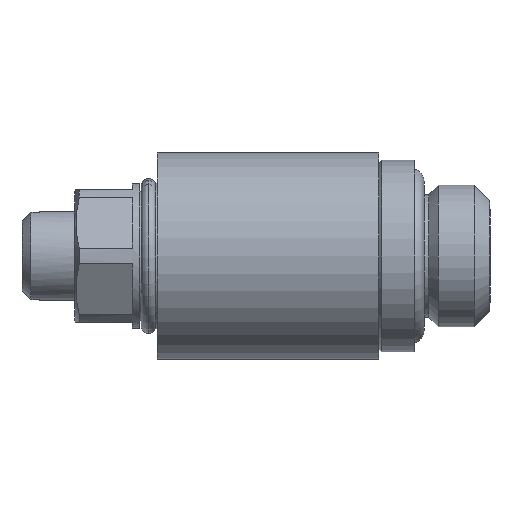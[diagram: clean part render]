
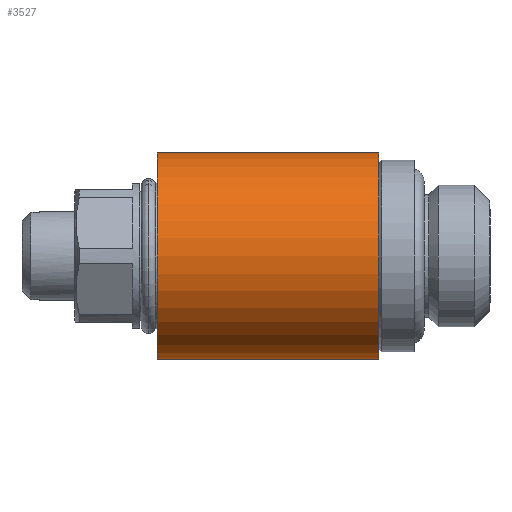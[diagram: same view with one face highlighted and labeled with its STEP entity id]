
A CAD part, left-side view. The second image highlights one B-rep face of the part: STEP entity #3527.
In plain terms, the highlighted cylindrical face has radius 7 mm (diameter 14 mm), a partial arc.
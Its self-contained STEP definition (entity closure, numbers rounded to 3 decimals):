
#197 = DIRECTION ( 'NONE',  ( 0., 1., 0. ) ) ;
#198 = CARTESIAN_POINT ( 'NONE',  ( 0., 30.486, 0. ) ) ;
#207 = DIRECTION ( 'NONE',  ( 0., 0., 1. ) ) ;
#238 = AXIS2_PLACEMENT_3D ( 'NONE', #198, #197, #207 ) ;
#239 = CYLINDRICAL_SURFACE ( 'NONE', #238, 7. ) ;
#295 = CARTESIAN_POINT ( 'NONE',  ( 0., 22.9, 0. ) ) ;
#301 = AXIS2_PLACEMENT_3D ( 'NONE', #295, #303, #302 ) ;
#302 = DIRECTION ( 'NONE',  ( 0., 0., 1. ) ) ;
#303 = DIRECTION ( 'NONE',  ( 0., 1., 0. ) ) ;
#304 = CIRCLE ( 'NONE', #301, 7. ) ;
#305 = CARTESIAN_POINT ( 'NONE',  ( 0., 7.9, 0. ) ) ;
#307 = DIRECTION ( 'NONE',  ( 0., 0., -1. ) ) ;
#308 = DIRECTION ( 'NONE',  ( 0., -1., 0. ) ) ;
#309 = AXIS2_PLACEMENT_3D ( 'NONE', #305, #308, #307 ) ;
#310 = CIRCLE ( 'NONE', #309, 7. ) ;
#324 = FACE_OUTER_BOUND ( 'NONE', #3526, .T. ) ;
#1060 = CARTESIAN_POINT ( 'NONE',  ( 0., 7.9, -7. ) ) ;
#1166 = CARTESIAN_POINT ( 'NONE',  ( 0., 7.9, 7. ) ) ;
#1199 = DIRECTION ( 'NONE',  ( 0., 1., 0. ) ) ;
#1205 = VECTOR ( 'NONE', #1199, 1000. ) ;
#1206 = CARTESIAN_POINT ( 'NONE',  ( 0., 30.486, -7. ) ) ;
#1207 = LINE ( 'NONE', #1206, #1205 ) ;
#1218 = CARTESIAN_POINT ( 'NONE',  ( 0., 22.9, -7. ) ) ;
#1221 = CARTESIAN_POINT ( 'NONE',  ( 0., 22.9, 7. ) ) ;
#1256 = DIRECTION ( 'NONE',  ( 0., 1., 0. ) ) ;
#1257 = CARTESIAN_POINT ( 'NONE',  ( 0., 30.486, 7. ) ) ;
#1258 = LINE ( 'NONE', #1257, #1281 ) ;
#1281 = VECTOR ( 'NONE', #1256, 1000. ) ;
#1735 = ORIENTED_EDGE ( 'NONE', *, *, #3495, .F. ) ;
#3144 = VERTEX_POINT ( 'NONE', #1060 ) ;
#3156 = VERTEX_POINT ( 'NONE', #1166 ) ;
#3178 = VERTEX_POINT ( 'NONE', #1218 ) ;
#3180 = EDGE_CURVE ( 'NONE', #3144, #3178, #1207, .T. ) ;
#3202 = VERTEX_POINT ( 'NONE', #1221 ) ;
#3209 = EDGE_CURVE ( 'NONE', #3156, #3202, #1258, .T. ) ;
#3465 = ORIENTED_EDGE ( 'NONE', *, *, #3209, .T. ) ;
#3495 = EDGE_CURVE ( 'NONE', #3178, #3202, #304, .T. ) ;
#3496 = EDGE_CURVE ( 'NONE', #3156, #3144, #310, .T. ) ;
#3524 = ORIENTED_EDGE ( 'NONE', *, *, #3496, .F. ) ;
#3525 = ORIENTED_EDGE ( 'NONE', *, *, #3180, .F. ) ;
#3526 = EDGE_LOOP ( 'NONE', ( #3525, #3524, #3465, #1735 ) ) ;
#3527 = ADVANCED_FACE ( 'NONE', ( #324 ), #239, .T. ) ;
